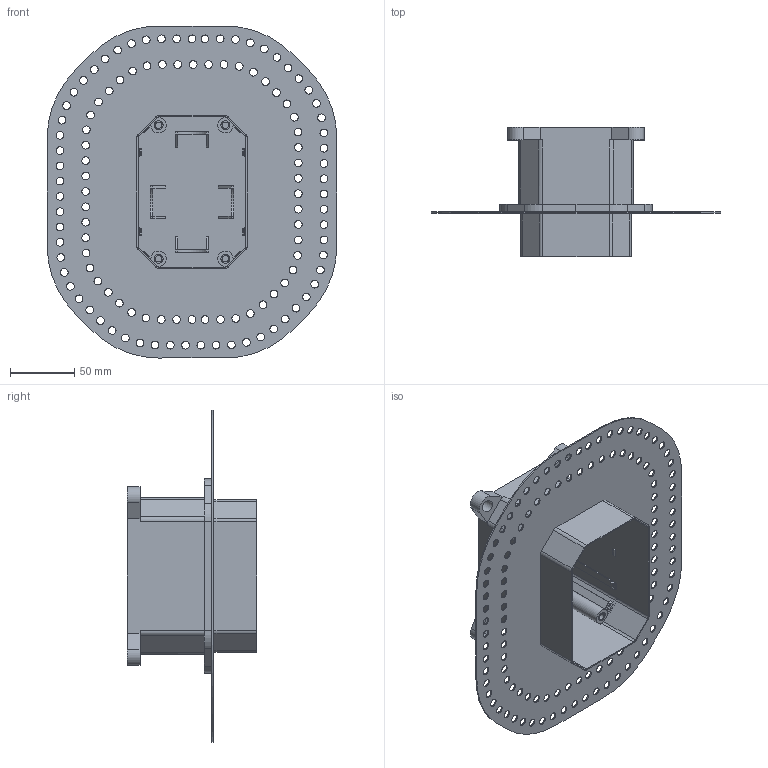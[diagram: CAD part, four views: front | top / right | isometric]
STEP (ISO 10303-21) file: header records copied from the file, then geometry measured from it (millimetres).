
FILE_DESCRIPTION(/* description */ (''),/* implementation_level */ '2;1');
FILE_NAME(/* name */ '3D_TVS000351000_Universal analog TVD000651000 (Lochplatte silber, ohne silber Abdeckung).step',/* time_stamp */ '2023-02-23T10:56:28+01:00',/* author */ (''),/* organization */ (''),/* preprocessor_version */ 'ST-DEVELOPER v19.2',/* originating_system */ 'Autodesk Translation Framework v11.17.0.187',/* authorisation */ '');
FILE_SCHEMA (('AUTOMOTIVE_DESIGN { 1 0 10303 214 3 1 1 }'));
Length unit declared in the file: millimetre
Products named in the file (2): (Nicht gespeichert); 3D_TVS000351000_Universal
Assembly tree (1 placements, depth 2):
  (Nicht gespeichert)
    3D_TVS000351000_Universal
Bounding box: 225.6 x 101 x 258.6 mm (x, y, z)
Volume: 211609.1 mm3; surface area: 213673.5 mm2
Topology: 4 solids, 4 shells, 595 faces, 1677 edges, 1110 vertices
Faces by surface type: plane 368, cylinder 227
Full cylindrical faces by diameter (mm): 5 x8, 6 x115, 7 x8
Entity records: 19876 total; most frequent: CARTESIAN_POINT 3385, ORIENTED_EDGE 3354, DIRECTION 3347, EDGE_CURVE 1677, LINE 1203, VECTOR 1203, VERTEX_POINT 1110, AXIS2_PLACEMENT_3D 1072
